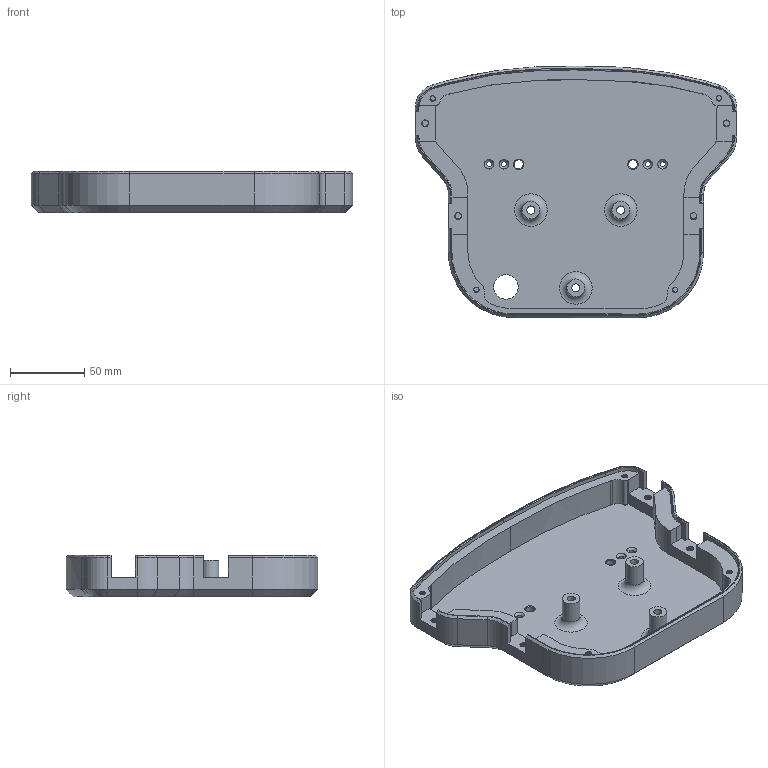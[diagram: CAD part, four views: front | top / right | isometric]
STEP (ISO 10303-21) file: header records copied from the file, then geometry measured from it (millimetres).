
FILE_DESCRIPTION(/* description */ (''),/* implementation_level */ '2;1');
FILE_NAME(/* name */ 'Rear Enclosure.step',/* time_stamp */ '2020-07-25T19:09:46-05:00',/* author */ (''),/* organization */ (''),/* preprocessor_version */ 'ST-DEVELOPER v18.1',/* originating_system */ 'Autodesk Translation Framework v9.3.0.1241',/* authorisation */ '');
FILE_SCHEMA (('AUTOMOTIVE_DESIGN { 1 0 10303 214 3 1 1 }'));
Length unit declared in the file: millimetre
Products named in the file (1): Rear Enclosure
Bounding box: 216.87 x 169.68 x 28 mm (x, y, z)
Volume: 260319 mm3; surface area: 95035.2 mm2
Topology: 1 solids, 1 shells, 450 faces, 1245 edges, 808 vertices
Faces by surface type: cylinder 261, plane 126, cone 32, bspline 28, torus 3
Full cylindrical faces by diameter (mm): 3.332 x28, 3.5 x4, 4.109 x8, 4.11 x8, 4.234 x20, 5.12 x8, 5.5 x3, 6 x2, 12 x3, 16.5 x1
Entity records: 28876 total; most frequent: CARTESIAN_POINT 18216, ORIENTED_EDGE 2490, DIRECTION 1786, EDGE_CURVE 1245, VERTEX_POINT 808, AXIS2_PLACEMENT_3D 599, LINE 588, VECTOR 588
